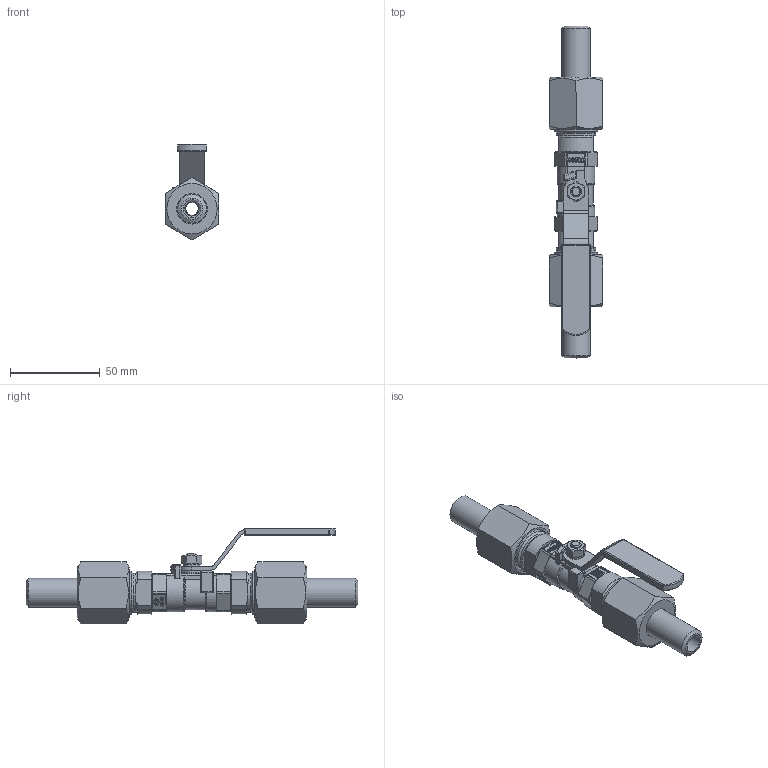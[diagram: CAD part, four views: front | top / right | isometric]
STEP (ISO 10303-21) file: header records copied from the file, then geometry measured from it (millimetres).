
FILE_DESCRIPTION((''),'2;1');
FILE_NAME('ФБ39 370 010 700_04_05.stp','2013-03-29T11:56:01',('��������'),(''),'Autodesk Inventor 2013','Autodesk Inventor 2013','');
FILE_SCHEMA(('AUTOMOTIVE_DESIGN { 1 0 10303 214 1 1 1 1 }'));
Length unit declared in the file: millimetre
Products named in the file (22): ФБ39 370 010 700_04_05; ФБ39 330 010 700; ФБ39 330 010 702; Пробка; Седло; Седло1; Гайка; Шайба_ниж; Шпиндель; ФБ39 330 010 710; ФБ39 330 010 711; Рукав 330010700моно; Шайба 2.6 # ГОСТ 10450-78 Исполнение 1; Шайба 6 # ГОСТ 6402-70 Исполнение 1; Гайка M6 # ГОСТ 5915-70 Исполнение 1; Шайба 2.6 # ГОСТ 10450-78 Исполнение 1 (1); ФБ39 370 010 701; ФБ39 370 010 702; ФБ39 370 010 703; ФБ39 370 010 706; ФБ39 370 010 705; ФБ39 370 010 704
Assembly tree (25 placements, depth 4):
  ФБ39 370 010 700_04_05
    ФБ39 330 010 700
      ФБ39 330 010 702
      Пробка
      Седло
      Седло1
      Гайка
      Шайба_ниж
      Шпиндель
      ФБ39 330 010 710
        ФБ39 330 010 711
        Рукав 330010700моно
      Шайба 2.6 # ГОСТ 10450-78 Исполнение 1
      Шайба 6 # ГОСТ 6402-70 Исполнение 1
      Гайка M6 # ГОСТ 5915-70 Исполнение 1
      Шайба 2.6 # ГОСТ 10450-78 Исполнение 1 (1)
    ФБ39 370 010 701  x2
    ФБ39 370 010 702  x2
    ФБ39 370 010 703  x2
    ФБ39 370 010 706
    ФБ39 370 010 705
    ФБ39 370 010 704  x2
Bounding box: 30 x 184.5 x 53.32 mm (x, y, z)
Volume: 75364.9 mm3; surface area: 47297.2 mm2
Topology: 23 solids, 23 shells, 724 faces, 1741 edges, 1102 vertices
Faces by surface type: plane 361, cylinder 161, bspline 128, cone 34, sphere 21, torus 19
Full cylindrical faces by diameter (mm): 4.918 x1, 6 x3, 6.4 x2, 7 x1, 8 x8, 9 x1, 10 x8, 12 x2, 13.5 x3, 14 x7, 14.3 x1, 14.5 x2, 14.95 x2, 15 x2, 16 x2, 16.662 x3, 17 x2, 21 x6, 21.5 x2, 21.8 x2, 22.376 x2, 24 x2, 24.7 x2
Entity records: 21030 total; most frequent: CARTESIAN_POINT 5397, ORIENTED_EDGE 3094, DIRECTION 2862, EDGE_CURVE 1547, VERTEX_POINT 1036, AXIS2_PLACEMENT_3D 993, VECTOR 876, LINE 876
